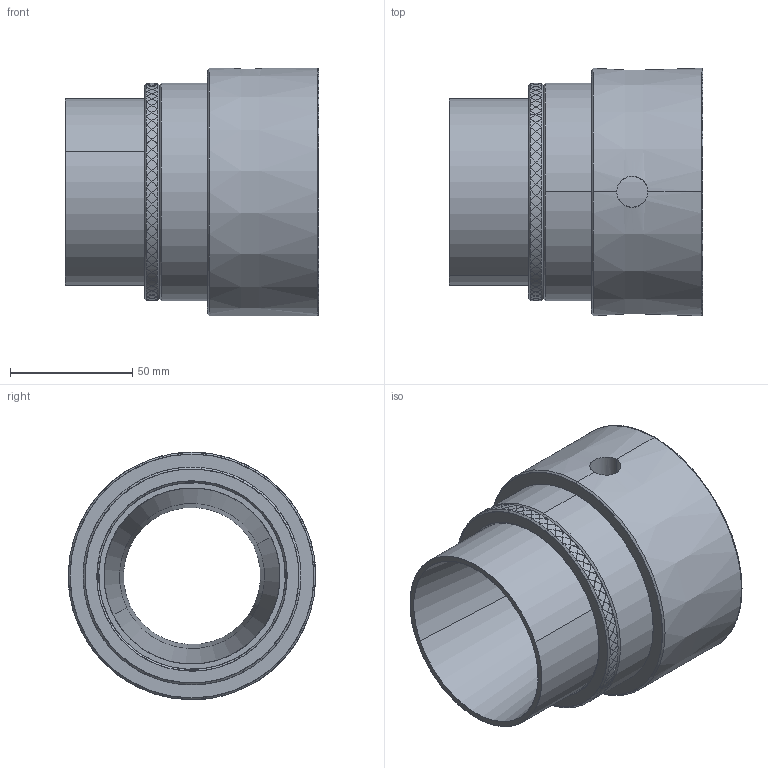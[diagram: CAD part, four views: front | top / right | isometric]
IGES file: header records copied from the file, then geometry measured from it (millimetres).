
Start section: SolidWorks IGES file using analytic representation for surfaces
Global section: file name: ADJ AIR AMP 40003.IGS; native system: SolidWorks 2024; preprocessor: SolidWorks 2024; author: andres; date: 240908.182910; units: inch
Bounding box: 103.39 x 101.09 x 101.09 mm (x, y, z)
Surface area: 89044.9 mm2 (no closed solid volume)
Topology: 0 solids, 0 shells, 904 faces, 6200 edges, 6200 vertices
Faces by surface type: bspline 681, revolution 223
